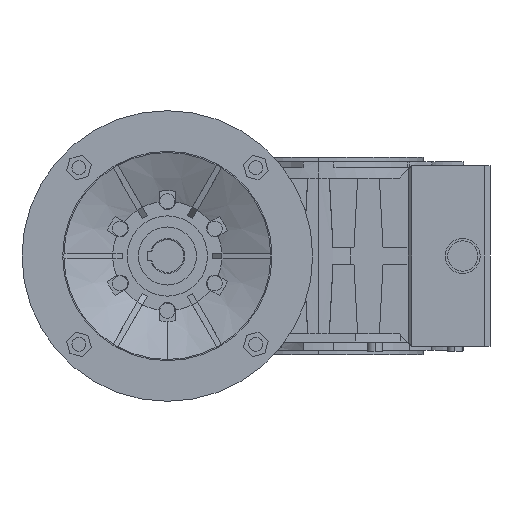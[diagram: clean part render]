
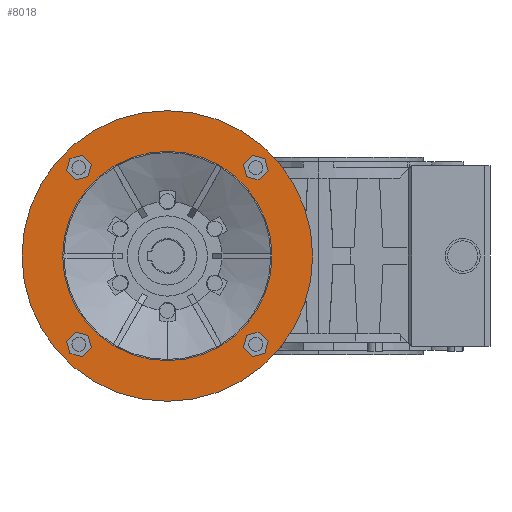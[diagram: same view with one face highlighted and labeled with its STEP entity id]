
A CAD part, left-side view. The second image highlights one B-rep face of the part: STEP entity #8018.
In plain terms, the highlighted planar face has unit normal (-1, 0, 0).
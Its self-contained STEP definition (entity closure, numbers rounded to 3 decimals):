
#19 = DIRECTION ( 'NONE',  ( 1., 0., 0. ) ) ;
#51 = DIRECTION ( 'NONE',  ( 1., 0., 0. ) ) ;
#108 = DIRECTION ( 'NONE',  ( 0., 1., 0. ) ) ;
#420 = DIRECTION ( 'NONE',  ( 0., 1., 0. ) ) ;
#689 = CARTESIAN_POINT ( 'NONE',  ( -35., 0., 0. ) ) ;
#719 = AXIS2_PLACEMENT_3D ( 'NONE', #689, #16447, #2956 ) ;
#781 = DIRECTION ( 'NONE',  ( 1., 0., 0. ) ) ;
#787 = FACE_OUTER_BOUND ( 'NONE', #9759, .T. ) ;
#1025 = CARTESIAN_POINT ( 'NONE',  ( -35., -76.014, 76.014 ) ) ;
#1192 = AXIS2_PLACEMENT_3D ( 'NONE', #7903, #23595, #10185 ) ;
#1963 = DIRECTION ( 'NONE',  ( 0., -1., 0. ) ) ;
#2142 = AXIS2_PLACEMENT_3D ( 'NONE', #27298, #13905, #420 ) ;
#2956 = DIRECTION ( 'NONE',  ( 0., 1., 0. ) ) ;
#3026 = AXIS2_PLACEMENT_3D ( 'NONE', #17803, #4306, #20035 ) ;
#3062 = EDGE_CURVE ( 'NONE', #18480, #21741, #9382, .T. ) ;
#3299 = DIRECTION ( 'NONE',  ( 0., 1., 0. ) ) ;
#3739 = CARTESIAN_POINT ( 'NONE',  ( -35., -76.014, -76.014 ) ) ;
#3788 = CARTESIAN_POINT ( 'NONE',  ( -35., -90., 0. ) ) ;
#4297 = CIRCLE ( 'NONE', #14125, 6. ) ;
#4306 = DIRECTION ( 'NONE',  ( -1., 0., 0. ) ) ;
#4650 = EDGE_LOOP ( 'NONE', ( #13893, #26805 ) ) ;
#4924 = ORIENTED_EDGE ( 'NONE', *, *, #9227, .T. ) ;
#4940 = CIRCLE ( 'NONE', #3026, 90. ) ;
#5355 = FACE_BOUND ( 'NONE', #8036, .T. ) ;
#5965 = DIRECTION ( 'NONE',  ( 0., 1., 0. ) ) ;
#5995 = AXIS2_PLACEMENT_3D ( 'NONE', #3788, #19616, #6108 ) ;
#6108 = DIRECTION ( 'NONE',  ( 0., 1., 0. ) ) ;
#6734 = CARTESIAN_POINT ( 'NONE',  ( -35., 76.014, 76.014 ) ) ;
#7508 = VERTEX_POINT ( 'NONE', #13222 ) ;
#7700 = CARTESIAN_POINT ( 'NONE',  ( -35., -90., 0. ) ) ;
#7869 = EDGE_CURVE ( 'NONE', #9869, #12091, #4297, .T. ) ;
#7903 = CARTESIAN_POINT ( 'NONE',  ( -35., 0., 0. ) ) ;
#8018 = ADVANCED_FACE ( 'NONE', ( #787, #28506, #5355, #22544, #16624, #10670 ), #17360, .F. ) ;
#8036 = EDGE_LOOP ( 'NONE', ( #24327, #10881 ) ) ;
#8236 = EDGE_CURVE ( 'NONE', #8808, #27183, #28838, .T. ) ;
#8808 = VERTEX_POINT ( 'NONE', #17241 ) ;
#8883 = AXIS2_PLACEMENT_3D ( 'NONE', #3739, #19457, #5965 ) ;
#9056 = DIRECTION ( 'NONE',  ( 0., 1., 0. ) ) ;
#9227 = EDGE_CURVE ( 'NONE', #27183, #8808, #15847, .T. ) ;
#9382 = CIRCLE ( 'NONE', #1192, 125. ) ;
#9558 = ORIENTED_EDGE ( 'NONE', *, *, #3062, .F. ) ;
#9759 = EDGE_LOOP ( 'NONE', ( #9558, #15051 ) ) ;
#9869 = VERTEX_POINT ( 'NONE', #28036 ) ;
#10185 = DIRECTION ( 'NONE',  ( 0., 1., 0. ) ) ;
#10609 = VERTEX_POINT ( 'NONE', #13320 ) ;
#10670 = FACE_BOUND ( 'NONE', #25078, .T. ) ;
#10881 = ORIENTED_EDGE ( 'NONE', *, *, #28388, .T. ) ;
#11039 = CARTESIAN_POINT ( 'NONE',  ( -35., 90., 0. ) ) ;
#11173 = CIRCLE ( 'NONE', #2142, 6. ) ;
#11868 = EDGE_CURVE ( 'NONE', #10609, #19100, #20951, .T. ) ;
#12091 = VERTEX_POINT ( 'NONE', #27780 ) ;
#12407 = CIRCLE ( 'NONE', #8883, 6. ) ;
#12800 = ORIENTED_EDGE ( 'NONE', *, *, #17493, .T. ) ;
#13222 = CARTESIAN_POINT ( 'NONE',  ( -35., 76.014, 82.014 ) ) ;
#13320 = CARTESIAN_POINT ( 'NONE',  ( -35., -76.014, -82.014 ) ) ;
#13480 = EDGE_CURVE ( 'NONE', #21741, #18480, #13819, .T. ) ;
#13512 = CARTESIAN_POINT ( 'NONE',  ( -35., -76.014, -76.014 ) ) ;
#13544 = CARTESIAN_POINT ( 'NONE',  ( -35., -76.014, 76.014 ) ) ;
#13605 = DIRECTION ( 'NONE',  ( 1., 0., 0. ) ) ;
#13704 = AXIS2_PLACEMENT_3D ( 'NONE', #13512, #19, #15782 ) ;
#13819 = CIRCLE ( 'NONE', #719, 125. ) ;
#13893 = ORIENTED_EDGE ( 'NONE', *, *, #7869, .T. ) ;
#13905 = DIRECTION ( 'NONE',  ( 1., 0., 0. ) ) ;
#14125 = AXIS2_PLACEMENT_3D ( 'NONE', #1025, #16779, #3299 ) ;
#14280 = CARTESIAN_POINT ( 'NONE',  ( -35., 76.014, -76.014 ) ) ;
#14461 = EDGE_CURVE ( 'NONE', #25341, #19381, #4940, .T. ) ;
#14759 = ORIENTED_EDGE ( 'NONE', *, *, #14461, .F. ) ;
#15028 = EDGE_LOOP ( 'NONE', ( #12800, #16514 ) ) ;
#15051 = ORIENTED_EDGE ( 'NONE', *, *, #13480, .F. ) ;
#15437 = DIRECTION ( 'NONE',  ( -1., 0., 0. ) ) ;
#15782 = DIRECTION ( 'NONE',  ( 0., 1., 0. ) ) ;
#15805 = DIRECTION ( 'NONE',  ( 0., 1., 0. ) ) ;
#15847 = CIRCLE ( 'NONE', #27320, 6. ) ;
#16447 = DIRECTION ( 'NONE',  ( 1., 0., 0. ) ) ;
#16514 = ORIENTED_EDGE ( 'NONE', *, *, #11868, .T. ) ;
#16522 = DIRECTION ( 'NONE',  ( 0., 1., 0. ) ) ;
#16624 = FACE_BOUND ( 'NONE', #15028, .T. ) ;
#16779 = DIRECTION ( 'NONE',  ( 1., 0., 0. ) ) ;
#17044 = CARTESIAN_POINT ( 'NONE',  ( -35., 76.014, -82.014 ) ) ;
#17241 = CARTESIAN_POINT ( 'NONE',  ( -35., 76.014, -70.014 ) ) ;
#17360 = PLANE ( 'NONE',  #5995 ) ;
#17493 = EDGE_CURVE ( 'NONE', #19100, #10609, #12407, .T. ) ;
#17803 = CARTESIAN_POINT ( 'NONE',  ( -35., 0., 0. ) ) ;
#18268 = CIRCLE ( 'NONE', #27323, 6. ) ;
#18480 = VERTEX_POINT ( 'NONE', #25588 ) ;
#18797 = EDGE_CURVE ( 'NONE', #12091, #9869, #19003, .T. ) ;
#18975 = CIRCLE ( 'NONE', #22820, 90. ) ;
#19003 = CIRCLE ( 'NONE', #21136, 6. ) ;
#19100 = VERTEX_POINT ( 'NONE', #27700 ) ;
#19381 = VERTEX_POINT ( 'NONE', #11039 ) ;
#19457 = DIRECTION ( 'NONE',  ( 1., 0., 0. ) ) ;
#19606 = ORIENTED_EDGE ( 'NONE', *, *, #28342, .F. ) ;
#19616 = DIRECTION ( 'NONE',  ( 1., 0., 0. ) ) ;
#20035 = DIRECTION ( 'NONE',  ( 0., -1., 0. ) ) ;
#20430 = EDGE_CURVE ( 'NONE', #7508, #20793, #11173, .T. ) ;
#20793 = VERTEX_POINT ( 'NONE', #21914 ) ;
#20951 = CIRCLE ( 'NONE', #13704, 6. ) ;
#21136 = AXIS2_PLACEMENT_3D ( 'NONE', #13544, #51, #15805 ) ;
#21380 = CARTESIAN_POINT ( 'NONE',  ( -35., 0., -125. ) ) ;
#21741 = VERTEX_POINT ( 'NONE', #21380 ) ;
#21914 = CARTESIAN_POINT ( 'NONE',  ( -35., 76.014, 70.014 ) ) ;
#22442 = DIRECTION ( 'NONE',  ( 1., 0., 0. ) ) ;
#22544 = FACE_BOUND ( 'NONE', #4650, .T. ) ;
#22820 = AXIS2_PLACEMENT_3D ( 'NONE', #28808, #15437, #1963 ) ;
#23595 = DIRECTION ( 'NONE',  ( 1., 0., 0. ) ) ;
#23672 = EDGE_LOOP ( 'NONE', ( #27037, #4924 ) ) ;
#24068 = AXIS2_PLACEMENT_3D ( 'NONE', #26990, #13605, #108 ) ;
#24327 = ORIENTED_EDGE ( 'NONE', *, *, #20430, .T. ) ;
#25078 = EDGE_LOOP ( 'NONE', ( #14759, #19606 ) ) ;
#25341 = VERTEX_POINT ( 'NONE', #7700 ) ;
#25588 = CARTESIAN_POINT ( 'NONE',  ( -35., 0., 125. ) ) ;
#26805 = ORIENTED_EDGE ( 'NONE', *, *, #18797, .T. ) ;
#26990 = CARTESIAN_POINT ( 'NONE',  ( -35., 76.014, -76.014 ) ) ;
#27037 = ORIENTED_EDGE ( 'NONE', *, *, #8236, .T. ) ;
#27183 = VERTEX_POINT ( 'NONE', #17044 ) ;
#27298 = CARTESIAN_POINT ( 'NONE',  ( -35., 76.014, 76.014 ) ) ;
#27320 = AXIS2_PLACEMENT_3D ( 'NONE', #14280, #781, #16522 ) ;
#27323 = AXIS2_PLACEMENT_3D ( 'NONE', #6734, #22442, #9056 ) ;
#27700 = CARTESIAN_POINT ( 'NONE',  ( -35., -76.014, -70.014 ) ) ;
#27780 = CARTESIAN_POINT ( 'NONE',  ( -35., -76.014, 70.014 ) ) ;
#28036 = CARTESIAN_POINT ( 'NONE',  ( -35., -76.014, 82.014 ) ) ;
#28342 = EDGE_CURVE ( 'NONE', #19381, #25341, #18975, .T. ) ;
#28388 = EDGE_CURVE ( 'NONE', #20793, #7508, #18268, .T. ) ;
#28506 = FACE_BOUND ( 'NONE', #23672, .T. ) ;
#28808 = CARTESIAN_POINT ( 'NONE',  ( -35., 0., 0. ) ) ;
#28838 = CIRCLE ( 'NONE', #24068, 6. ) ;
